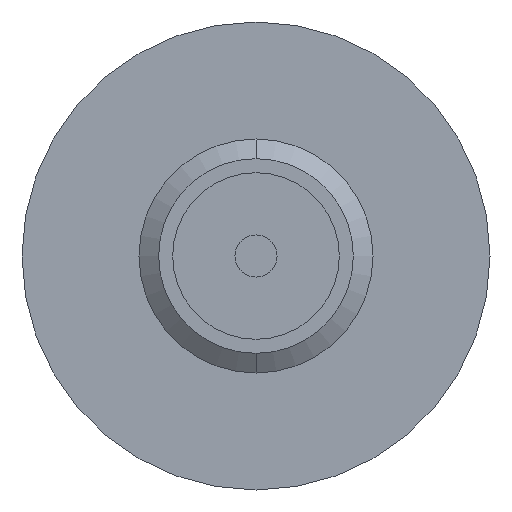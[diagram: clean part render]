
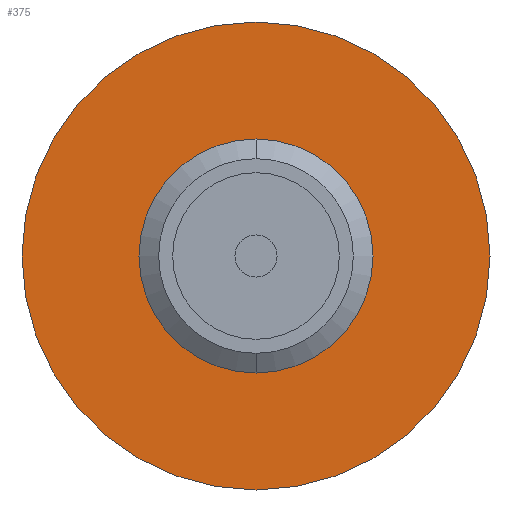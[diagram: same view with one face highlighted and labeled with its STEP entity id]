
A CAD part, front view. The second image highlights one B-rep face of the part: STEP entity #375.
In plain terms, the highlighted planar face has unit normal (0, -1, 0).
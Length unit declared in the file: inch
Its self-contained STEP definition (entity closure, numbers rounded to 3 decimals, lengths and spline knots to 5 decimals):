
#49 = DIRECTION ( 'NONE',  ( 0., 0., -1. ) ) ;
#168 = CARTESIAN_POINT ( 'NONE',  ( 0., -0.3365, 0.25 ) ) ;
#254 = EDGE_CURVE ( 'NONE', #2046, #922, #2155, .T. ) ;
#279 = EDGE_CURVE ( 'NONE', #401, #640, #1779, .T. ) ;
#295 = DIRECTION ( 'NONE',  ( 0., -1., 0. ) ) ;
#308 = DIRECTION ( 'NONE',  ( 0., 0., -1. ) ) ;
#366 = ORIENTED_EDGE ( 'NONE', *, *, #254, .F. ) ;
#367 = FACE_BOUND ( 'NONE', #1868, .T. ) ;
#371 = AXIS2_PLACEMENT_3D ( 'NONE', #1603, #1771, #925 ) ;
#375 = ADVANCED_FACE ( 'NONE', ( #367, #665 ), #1741, .T. ) ;
#401 = VERTEX_POINT ( 'NONE', #1559 ) ;
#410 = CIRCLE ( 'NONE', #371, 0.25 ) ;
#445 = ORIENTED_EDGE ( 'NONE', *, *, #1829, .F. ) ;
#450 = AXIS2_PLACEMENT_3D ( 'NONE', #1059, #2071, #877 ) ;
#451 = DIRECTION ( 'NONE',  ( 0., 0., -1. ) ) ;
#461 = CARTESIAN_POINT ( 'NONE',  ( 0., -0.3365, 0. ) ) ;
#463 = AXIS2_PLACEMENT_3D ( 'NONE', #1594, #2095, #49 ) ;
#553 = EDGE_CURVE ( 'NONE', #640, #401, #410, .T. ) ;
#640 = VERTEX_POINT ( 'NONE', #168 ) ;
#665 = FACE_OUTER_BOUND ( 'NONE', #1444, .T. ) ;
#775 = AXIS2_PLACEMENT_3D ( 'NONE', #792, #1310, #451 ) ;
#792 = CARTESIAN_POINT ( 'NONE',  ( 0., -0.3365, 0. ) ) ;
#798 = ORIENTED_EDGE ( 'NONE', *, *, #553, .T. ) ;
#868 = CARTESIAN_POINT ( 'NONE',  ( 0., -0.3365, 0.12 ) ) ;
#877 = DIRECTION ( 'NONE',  ( 0., 0., -1. ) ) ;
#922 = VERTEX_POINT ( 'NONE', #1235 ) ;
#925 = DIRECTION ( 'NONE',  ( 0., 0., -1. ) ) ;
#1059 = CARTESIAN_POINT ( 'NONE',  ( 0., -0.3365, 0. ) ) ;
#1087 = ORIENTED_EDGE ( 'NONE', *, *, #279, .T. ) ;
#1235 = CARTESIAN_POINT ( 'NONE',  ( 0., -0.3365, -0.12 ) ) ;
#1310 = DIRECTION ( 'NONE',  ( 0., -1., 0. ) ) ;
#1444 = EDGE_LOOP ( 'NONE', ( #798, #1087 ) ) ;
#1455 = AXIS2_PLACEMENT_3D ( 'NONE', #461, #295, #308 ) ;
#1559 = CARTESIAN_POINT ( 'NONE',  ( 0., -0.3365, -0.25 ) ) ;
#1594 = CARTESIAN_POINT ( 'NONE',  ( 0., -0.3365, 0. ) ) ;
#1603 = CARTESIAN_POINT ( 'NONE',  ( 0., -0.3365, 0. ) ) ;
#1741 = PLANE ( 'NONE',  #450 ) ;
#1771 = DIRECTION ( 'NONE',  ( 0., -1., 0. ) ) ;
#1779 = CIRCLE ( 'NONE', #775, 0.25 ) ;
#1829 = EDGE_CURVE ( 'NONE', #922, #2046, #1934, .T. ) ;
#1868 = EDGE_LOOP ( 'NONE', ( #366, #445 ) ) ;
#1934 = CIRCLE ( 'NONE', #463, 0.12 ) ;
#2046 = VERTEX_POINT ( 'NONE', #868 ) ;
#2071 = DIRECTION ( 'NONE',  ( 0., -1., 0. ) ) ;
#2095 = DIRECTION ( 'NONE',  ( 0., -1., 0. ) ) ;
#2155 = CIRCLE ( 'NONE', #1455, 0.12 ) ;
